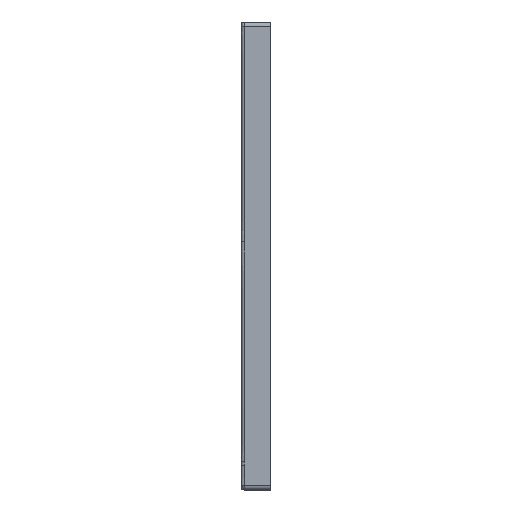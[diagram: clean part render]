
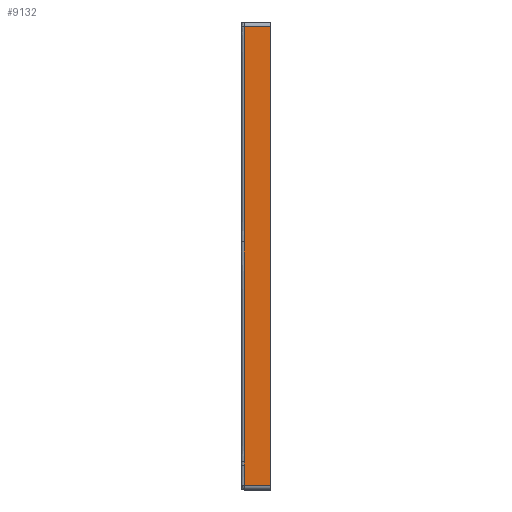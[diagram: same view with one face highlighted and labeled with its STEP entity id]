
A CAD part, left-side view. The second image highlights one B-rep face of the part: STEP entity #9132.
In plain terms, the highlighted planar face has unit normal (-1, 0, 0).
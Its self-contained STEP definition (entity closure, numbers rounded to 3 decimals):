
#1829=DIRECTION('',(0.,0.,-1.));
#1830=VECTOR('',#1829,5.012);
#1831=CARTESIAN_POINT('',(-500.,-5.182,45.));
#1832=LINE('',#1831,#1830);
#1845=CARTESIAN_POINT('',(-500.,-5.182,45.));
#1846=CARTESIAN_POINT('',(-500.,-5.182,
48.44));
#1847=CARTESIAN_POINT('',(-500.,-5.182,
55.712));
#1848=CARTESIAN_POINT('',(-500.,-5.181,68.115));
#1849=CARTESIAN_POINT('',(-500.,-5.18,81.065));
#1850=CARTESIAN_POINT('',(-500.,-5.178,94.878));
#1851=CARTESIAN_POINT('',(-500.,-5.176,109.803));
#1852=CARTESIAN_POINT('',(-500.,-5.173,124.275));
#1853=CARTESIAN_POINT('',(-500.,-5.17,138.022));
#1854=CARTESIAN_POINT('',(-500.,-5.166,151.262));
#1855=CARTESIAN_POINT('',(-500.,-5.162,164.47));
#1856=CARTESIAN_POINT('',(-500.,-5.158,177.516));
#1857=CARTESIAN_POINT('',(-500.,-5.154,190.93));
#1858=CARTESIAN_POINT('',(-500.,-5.15,202.651));
#1859=CARTESIAN_POINT('',(-500.,-5.146,213.719));
#1860=CARTESIAN_POINT('',(-500.,-5.142,225.272));
#1861=CARTESIAN_POINT('',(-500.,-5.138,236.991));
#1862=CARTESIAN_POINT('',(-500.,-5.133,248.571));
#1863=CARTESIAN_POINT('',(-500.,-5.128,260.99));
#1864=CARTESIAN_POINT('',(-500.,-5.123,274.443));
#1865=CARTESIAN_POINT('',(-500.,-5.118,286.803));
#1866=CARTESIAN_POINT('',(-500.,-5.113,300.54));
#1867=CARTESIAN_POINT('',(-500.,-5.108,313.594));
#1868=CARTESIAN_POINT('',(-500.,-5.102,327.543));
#1869=CARTESIAN_POINT('',(-500.,-5.097,340.973));
#1870=CARTESIAN_POINT('',(-500.,-5.092,354.524));
#1871=CARTESIAN_POINT('',(-500.,-5.086,368.531));
#1872=CARTESIAN_POINT('',(-500.,-5.081,
382.344));
#1873=CARTESIAN_POINT('',(-500.,-5.077,
392.367));
#1874=CARTESIAN_POINT('',(-500.,-5.075,397.503));
#1876=CARTESIAN_POINT('',(-500.,-5.075,397.503));
#1877=CARTESIAN_POINT('',(-500.,-5.07,411.16));
#1878=CARTESIAN_POINT('',(-500.,-5.061,
437.236));
#1879=CARTESIAN_POINT('',(-500.,-5.048,
475.013));
#1880=CARTESIAN_POINT('',(-500.,-5.038,
510.628));
#1881=CARTESIAN_POINT('',(-500.,-5.028,
545.379));
#1882=CARTESIAN_POINT('',(-500.,-5.02,
579.735));
#1883=CARTESIAN_POINT('',(-500.,-5.013,
613.242));
#1884=CARTESIAN_POINT('',(-500.,-5.008,
644.761));
#1885=CARTESIAN_POINT('',(-500.,-5.004,
673.428));
#1886=CARTESIAN_POINT('',(-500.,-5.002,
698.861));
#1887=CARTESIAN_POINT('',(-500.,-5.001,
721.68));
#1888=CARTESIAN_POINT('',(-500.,-5.,
736.046));
#1889=CARTESIAN_POINT('',(-500.,-5.,
743.));
#1891=DIRECTION('',(0.,0.,-1.));
#1892=VECTOR('',#1891,736.);
#1893=CARTESIAN_POINT('',(-500.,-48.,743.));
#1894=LINE('',#1893,#1892);
#1895=DIRECTION('',(0.,1.,0.));
#1896=VECTOR('',#1895,42.969);
#1897=CARTESIAN_POINT('',(-500.,-48.,7.));
#1898=LINE('',#1897,#1896);
#1899=DIRECTION('',(0.,-0.005,1.));
#1900=VECTOR('',#1899,32.989);
#1901=CARTESIAN_POINT('',(-500.,-5.031,
7.));
#1902=LINE('',#1901,#1900);
#2674=DIRECTION('',(0.,1.,0.));
#2675=VECTOR('',#2674,43.);
#2676=CARTESIAN_POINT('',(-500.,-48.,743.));
#2677=LINE('',#2676,#2675);
#5997=CARTESIAN_POINT('',(-500.,-5.182,45.));
#5998=VERTEX_POINT('',#5997);
#5999=CARTESIAN_POINT('',(-500.,-5.182,
39.988));
#6000=VERTEX_POINT('',#5999);
#6001=VERTEX_POINT('',#1874);
#6003=VERTEX_POINT('',#1889);
#6004=CARTESIAN_POINT('',(-500.,-48.,743.));
#6005=VERTEX_POINT('',#6004);
#6006=CARTESIAN_POINT('',(-500.,-48.,7.));
#6007=VERTEX_POINT('',#6006);
#6008=CARTESIAN_POINT('',(-500.,-5.031,
7.));
#6009=VERTEX_POINT('',#6008);
#9113=CARTESIAN_POINT('',(-500.,0.,0.));
#9114=DIRECTION('',(-1.,0.,0.));
#9115=DIRECTION('',(0.,0.,1.));
#9116=AXIS2_PLACEMENT_3D('',#9113,#9114,#9115);
#9117=PLANE('',#9116);
#9118=ORIENTED_EDGE('',*,*,#9039,.F.);
#9119=ORIENTED_EDGE('',*,*,#9103,.T.);
#9121=ORIENTED_EDGE('',*,*,#9120,.T.);
#9123=ORIENTED_EDGE('',*,*,#9122,.F.);
#9125=ORIENTED_EDGE('',*,*,#9124,.T.);
#9127=ORIENTED_EDGE('',*,*,#9126,.T.);
#9129=ORIENTED_EDGE('',*,*,#9128,.T.);
#9130=EDGE_LOOP('',(#9118,#9119,#9121,#9123,#9125,#9127,#9129));
#9131=FACE_OUTER_BOUND('',#9130,.F.);
#9132=ADVANCED_FACE('',(#9131),#9117,.T.);
#1875=B_SPLINE_CURVE_WITH_KNOTS('',3,(#1845,#1846,#1847,#1848,#1849,#1850,#1851,
#1852,#1853,#1854,#1855,#1856,#1857,#1858,#1859,#1860,#1861,#1862,#1863,#1864,
#1865,#1866,#1867,#1868,#1869,#1870,#1871,#1872,#1873,#1874),.UNSPECIFIED.,.F.,
.F.,(4,1,1,1,1,1,1,1,1,1,1,1,1,1,1,1,1,1,1,1,1,1,1,1,1,1,1,4),(0.,
0.037,0.074,0.111,0.148,
0.185,0.222,0.259,0.296,
0.333,0.37,0.407,0.444,
0.481,0.519,0.556,0.593,
0.63,0.667,0.704,0.741,
0.778,0.815,0.852,0.889,
0.926,0.963,1.),.UNSPECIFIED.);
#1890=B_SPLINE_CURVE_WITH_KNOTS('',3,(#1876,#1877,#1878,#1879,#1880,#1881,#1882,
#1883,#1884,#1885,#1886,#1887,#1888,#1889),.UNSPECIFIED.,.F.,.F.,(4,1,1,1,1,1,1,
1,1,1,1,4),(0.,0.119,0.226,0.328,
0.428,0.528,0.626,0.719,
0.802,0.875,0.94,1.),.UNSPECIFIED.);
#9039=EDGE_CURVE('',#5998,#6000,#1832,.T.);
#9103=EDGE_CURVE('',#5998,#6001,#1875,.T.);
#9120=EDGE_CURVE('',#6001,#6003,#1890,.T.);
#9122=EDGE_CURVE('',#6005,#6003,#2677,.T.);
#9124=EDGE_CURVE('',#6005,#6007,#1894,.T.);
#9126=EDGE_CURVE('',#6007,#6009,#1898,.T.);
#9128=EDGE_CURVE('',#6009,#6000,#1902,.T.);
